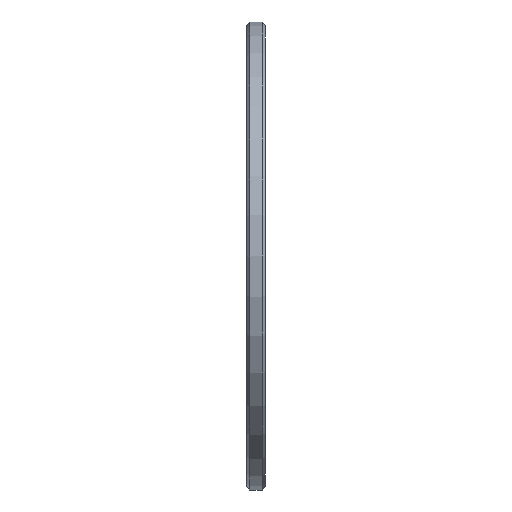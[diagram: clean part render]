
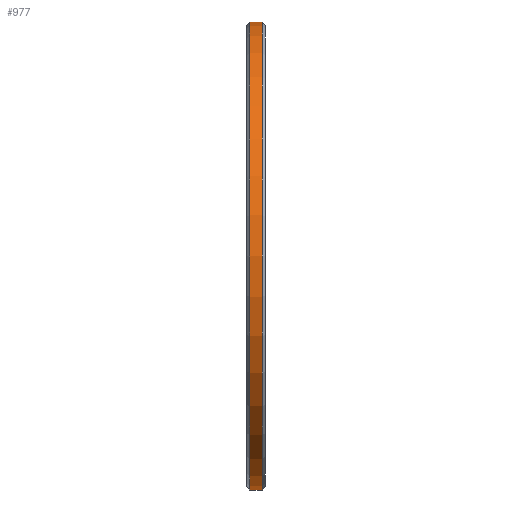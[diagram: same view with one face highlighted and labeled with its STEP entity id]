
A CAD part, left-side view. The second image highlights one B-rep face of the part: STEP entity #977.
In plain terms, the highlighted cylindrical face has radius 37.5 mm (diameter 75 mm), a partial arc.
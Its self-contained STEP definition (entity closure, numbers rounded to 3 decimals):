
#4 = FACE_OUTER_BOUND ( 'NONE', #608, .T. ) ;
#61 = LINE ( 'NONE', #1768, #1349 ) ;
#66 = ORIENTED_EDGE ( 'NONE', *, *, #1866, .F. ) ;
#77 = VERTEX_POINT ( 'NONE', #1199 ) ;
#80 = AXIS2_PLACEMENT_3D ( 'NONE', #1724, #1519, #2152 ) ;
#103 = DIRECTION ( 'NONE',  ( 0., 0., 1. ) ) ;
#233 = VERTEX_POINT ( 'NONE', #604 ) ;
#398 = EDGE_CURVE ( 'NONE', #821, #233, #61, .T. ) ;
#421 = ORIENTED_EDGE ( 'NONE', *, *, #2768, .T. ) ;
#590 = VECTOR ( 'NONE', #1779, 1000. ) ;
#604 = CARTESIAN_POINT ( 'NONE',  ( 0., 0.5, -37.5 ) ) ;
#608 = EDGE_LOOP ( 'NONE', ( #66, #421, #1393, #1567 ) ) ;
#821 = VERTEX_POINT ( 'NONE', #1203 ) ;
#950 = CARTESIAN_POINT ( 'NONE',  ( 0., 2.5, 0. ) ) ;
#977 = ADVANCED_FACE ( 'NONE', ( #4 ), #1062, .T. ) ;
#999 = CIRCLE ( 'NONE', #1354, 37.5 ) ;
#1062 = CYLINDRICAL_SURFACE ( 'NONE', #80, 37.5 ) ;
#1199 = CARTESIAN_POINT ( 'NONE',  ( 0., 2.5, 37.5 ) ) ;
#1203 = CARTESIAN_POINT ( 'NONE',  ( 0., 2.5, -37.5 ) ) ;
#1349 = VECTOR ( 'NONE', #2197, 1000. ) ;
#1354 = AXIS2_PLACEMENT_3D ( 'NONE', #2741, #1512, #1691 ) ;
#1393 = ORIENTED_EDGE ( 'NONE', *, *, #398, .T. ) ;
#1491 = AXIS2_PLACEMENT_3D ( 'NONE', #950, #2478, #103 ) ;
#1512 = DIRECTION ( 'NONE',  ( 0., 1., 0. ) ) ;
#1519 = DIRECTION ( 'NONE',  ( 0., -1., 0. ) ) ;
#1559 = LINE ( 'NONE', #1805, #590 ) ;
#1567 = ORIENTED_EDGE ( 'NONE', *, *, #2111, .T. ) ;
#1691 = DIRECTION ( 'NONE',  ( 0., 0., 1. ) ) ;
#1724 = CARTESIAN_POINT ( 'NONE',  ( 0., 3., 0. ) ) ;
#1768 = CARTESIAN_POINT ( 'NONE',  ( 0., 3., -37.5 ) ) ;
#1779 = DIRECTION ( 'NONE',  ( 0., -1., 0. ) ) ;
#1805 = CARTESIAN_POINT ( 'NONE',  ( 0., 3., 37.5 ) ) ;
#1866 = EDGE_CURVE ( 'NONE', #77, #2625, #1559, .T. ) ;
#2111 = EDGE_CURVE ( 'NONE', #233, #2625, #999, .T. ) ;
#2152 = DIRECTION ( 'NONE',  ( 0., 0., -1. ) ) ;
#2197 = DIRECTION ( 'NONE',  ( 0., -1., 0. ) ) ;
#2313 = CARTESIAN_POINT ( 'NONE',  ( 0., 0.5, 37.5 ) ) ;
#2478 = DIRECTION ( 'NONE',  ( 0., -1., 0. ) ) ;
#2625 = VERTEX_POINT ( 'NONE', #2313 ) ;
#2692 = CIRCLE ( 'NONE', #1491, 37.5 ) ;
#2741 = CARTESIAN_POINT ( 'NONE',  ( 0., 0.5, 0. ) ) ;
#2768 = EDGE_CURVE ( 'NONE', #77, #821, #2692, .T. ) ;
